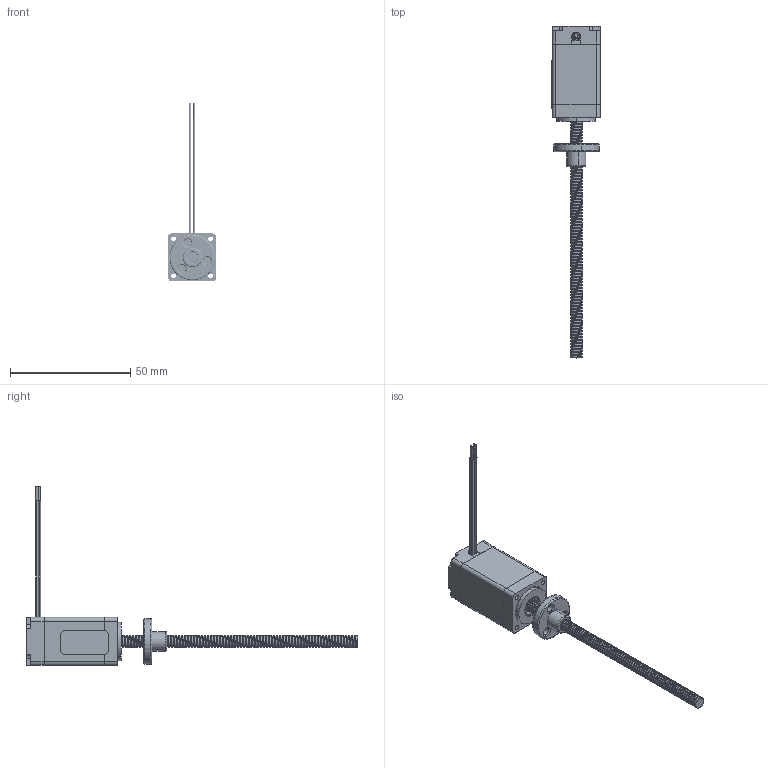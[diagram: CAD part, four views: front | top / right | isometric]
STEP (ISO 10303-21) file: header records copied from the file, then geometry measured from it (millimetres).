
FILE_DESCRIPTION (( 'STEP AP214' ), '1' );
FILE_NAME ('8E22-100.STEP', '2023-03-07T06:29:14', ( '' ), ( '' ), 'SwSTEP 2.0', 'SolidWorks 2022', '' );
FILE_SCHEMA (( 'AUTOMOTIVE_DESIGN' ));
Length unit declared in the file: millimetre
Products named in the file (23): 04-003-2.STP; 4.77-150.STP; 02-164.STP; 09-005-2-11.STP; 09-005-1-11.STP; 01-165-1.STP; 02-156-4-1.STP; 20铭牌.STP; 10-001垫片.STP; 10-061-2.STP; 8E22-100.STP; 07-045-2.STP; 8E22-100; 07-008轴承.STP; 09-005-3-11.STP; 09-005-4-11.STP; 20单厚标签.STP; 03-226-6.STP; 12-055-3-1.STP; 06-017.STP; 01-167.STP; 12-056-3-1.STP; 12-057-11.STP
Assembly tree (27 placements, depth 4):
  8E22-100
    8E22-100.STP
      02-164.STP
        09-005-1-11.STP
        09-005-2-11.STP
        09-005-3-11.STP
        09-005-4-11.STP
        12-057-11.STP
        12-056-3-1.STP
        02-156-4-1.STP
        12-055-3-1.STP
      01-165-1.STP
      01-167.STP
      04-003-2.STP
      07-008轴承.STP  x2
      07-045-2.STP  x2
      10-001垫片.STP
      10-061-2.STP
      03-226-6.STP  x4
      4.77-150.STP
      20单厚标签.STP
      20铭牌.STP
      06-017.STP
Bounding box: 20.1 x 138.25 x 74.5 mm (x, y, z)
Volume: 13584.6 mm3; surface area: 26141.5 mm2
Topology: 32 solids, 32 shells, 3283 faces, 9501 edges, 6314 vertices
Faces by surface type: cylinder 1867, plane 1300, bspline 78, cone 20, torus 18
Entity records: 106172 total; most frequent: CARTESIAN_POINT 45127, ORIENTED_EDGE 12870, DIRECTION 12218, EDGE_CURVE 6435, VERTEX_POINT 4270, AXIS2_PLACEMENT_3D 4166, VECTOR 3886, LINE 3886
